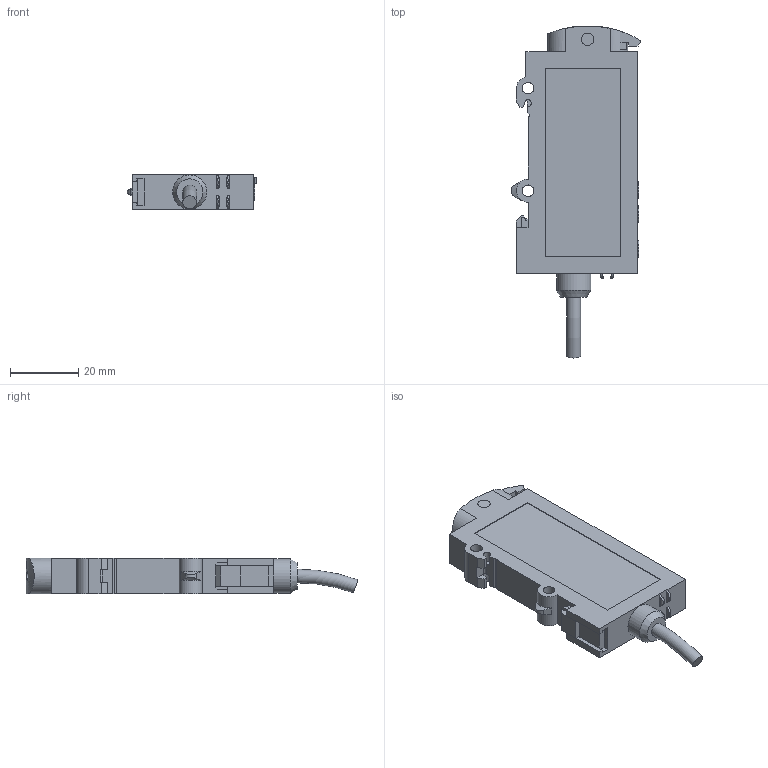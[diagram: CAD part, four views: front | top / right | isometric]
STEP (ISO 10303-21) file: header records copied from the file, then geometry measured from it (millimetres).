
FILE_DESCRIPTION(/* description */ ('STEP AP214'),/* implementation_level */ '2;1');
FILE_NAME(/* name */ '552801_SOE4-FO-D-HF2-1PU-K',/* time_stamp */ '2024-09-15T09:31:10+02:00',/* author */ ('License CC BY-ND 4.0'),/* organization */ ('CADENAS'),/* preprocessor_version */ 'ST-DEVELOPER v19.3',/* originating_system */ 'PARTsolutions',/* authorisation */ ' ');
FILE_SCHEMA (('AUTOMOTIVE_DESIGN {1 0 10303 214 3 1 1}'));
Length unit declared in the file: millimetre
Products named in the file (1): 552801 SOE4-FO-D-HF2-1PU-K
Bounding box: 37.85 x 97.06 x 10.42 mm (x, y, z)
Volume: 23945.8 mm3; surface area: 8166.6 mm2
Topology: 1 solids, 1 shells, 174 faces, 463 edges, 310 vertices
Faces by surface type: plane 122, cylinder 48, cone 3, torus 1
Full cylindrical faces by diameter (mm): 2.4 x2, 3.4 x2, 3.6 x3, 5 x3, 10 x1
Entity records: 6638 total; most frequent: CARTESIAN_POINT 1096, ORIENTED_EDGE 896, DIRECTION 843, EDGE_CURVE 448, LINE 317, VECTOR 317, VERTEX_POINT 308, AXIS2_PLACEMENT_3D 263
